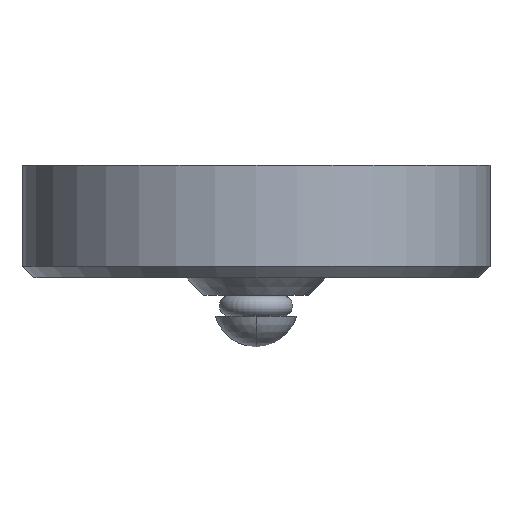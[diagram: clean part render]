
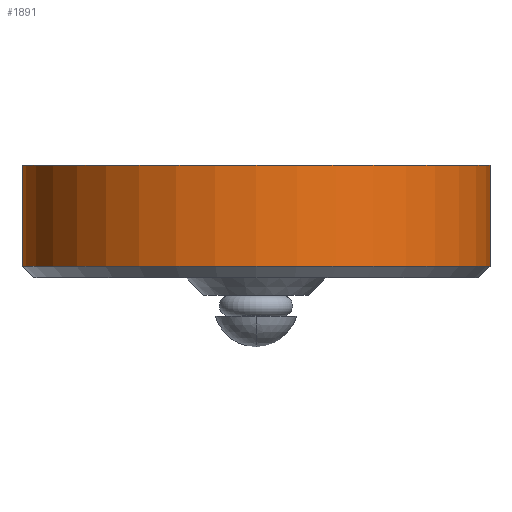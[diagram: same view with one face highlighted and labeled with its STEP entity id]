
A CAD part, left-side view. The second image highlights one B-rep face of the part: STEP entity #1891.
In plain terms, the highlighted cylindrical face has radius 20.1 mm (diameter 40.2 mm), a partial arc.
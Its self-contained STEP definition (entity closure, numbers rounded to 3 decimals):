
#554=DIRECTION('',(0.,0.,1.));
#555=VECTOR('',#554,8.7);
#556=CARTESIAN_POINT('',(0.,20.1,1.));
#557=LINE('',#556,#555);
#558=DIRECTION('',(0.,0.,1.));
#559=VECTOR('',#558,8.7);
#560=CARTESIAN_POINT('',(0.,-20.1,1.));
#561=LINE('',#560,#559);
#562=CARTESIAN_POINT('',(0.,0.,1.));
#563=DIRECTION('',(0.,0.,1.));
#564=DIRECTION('',(0.,1.,0.));
#565=AXIS2_PLACEMENT_3D('',#562,#563,#564);
#572=CARTESIAN_POINT('',(0.,0.,9.7));
#573=DIRECTION('',(0.,0.,1.));
#574=DIRECTION('',(0.,1.,0.));
#575=AXIS2_PLACEMENT_3D('',#572,#573,#574);
#1001=CARTESIAN_POINT('',(0.,20.1,1.));
#1003=VERTEX_POINT('',#1001);
#1004=CARTESIAN_POINT('',(0.,20.1,9.7));
#1005=VERTEX_POINT('',#1004);
#1011=CARTESIAN_POINT('',(0.,-20.1,1.));
#1013=VERTEX_POINT('',#1011);
#1014=CARTESIAN_POINT('',(0.,-20.1,9.7));
#1015=VERTEX_POINT('',#1014);
#1877=CARTESIAN_POINT('',(0.,0.,10.26));
#1878=DIRECTION('',(0.,0.,-1.));
#1879=DIRECTION('',(0.,-1.,0.));
#1880=AXIS2_PLACEMENT_3D('',#1877,#1878,#1879);
#1881=CYLINDRICAL_SURFACE('',#1880,20.1);
#1883=ORIENTED_EDGE('',*,*,#1882,.T.);
#1885=ORIENTED_EDGE('',*,*,#1884,.T.);
#1887=ORIENTED_EDGE('',*,*,#1886,.F.);
#1888=ORIENTED_EDGE('',*,*,#1870,.F.);
#1889=EDGE_LOOP('',(#1883,#1885,#1887,#1888));
#1890=FACE_OUTER_BOUND('',#1889,.F.);
#1891=ADVANCED_FACE('',(#1890),#1881,.T.);
#566=CIRCLE('',#565,20.1);
#576=CIRCLE('',#575,20.1);
#1870=EDGE_CURVE('',#1003,#1013,#566,.T.);
#1882=EDGE_CURVE('',#1003,#1005,#557,.T.);
#1884=EDGE_CURVE('',#1005,#1015,#576,.T.);
#1886=EDGE_CURVE('',#1013,#1015,#561,.T.);
